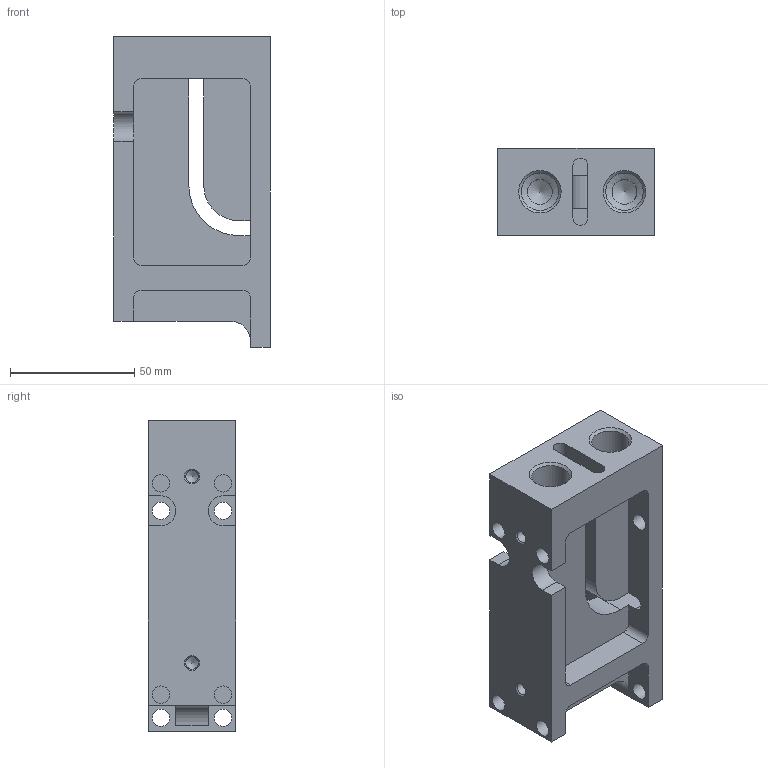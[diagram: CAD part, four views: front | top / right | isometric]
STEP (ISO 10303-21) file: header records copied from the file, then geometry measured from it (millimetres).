
FILE_DESCRIPTION(/* description */ (''),/* implementation_level */ '2;1');
FILE_NAME(/* name */ '001_BOTTOM_ENDBLOCK.stp',/* time_stamp */ '2019-07-18T14:45:14+02:00',/* author */ (''),/* organization */ (''),/* preprocessor_version */ 'ST-DEVELOPER v16.7',/* originating_system */ 'SIEMENS PLM Software NX 12.0',/* authorisation */ '');
FILE_SCHEMA (('AUTOMOTIVE_DESIGN { 1 0 10303 214 3 1 1 1 }'));
Length unit declared in the file: millimetre
Products named in the file (1): bez0D28BFECq45f
Bounding box: 63 x 35 x 125 mm (x, y, z)
Volume: 133172.7 mm3; surface area: 42855.9 mm2
Topology: 1 solids, 1 shells, 95 faces, 282 edges, 187 vertices
Faces by surface type: cylinder 41, plane 38, cone 16
Full cylindrical faces by diameter (mm): 5 x4, 7 x10, 10 x2, 13.6 x2, 15.083 x2
Entity records: 2953 total; most frequent: CARTESIAN_POINT 523, DIRECTION 503, ORIENTED_EDGE 446, EDGE_CURVE 223, AXIS2_PLACEMENT_3D 186, VERTEX_POINT 170, EDGE_LOOP 155, LINE 131
